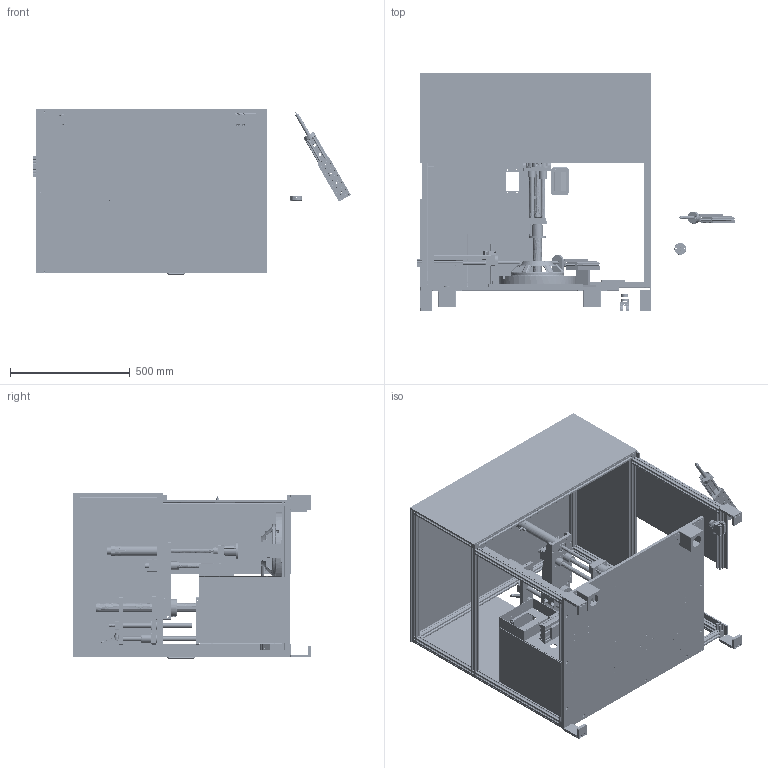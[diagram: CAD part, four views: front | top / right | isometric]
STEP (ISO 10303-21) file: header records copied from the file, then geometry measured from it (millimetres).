
FILE_DESCRIPTION(('FreeCAD Model'),'2;1');
FILE_NAME('Open CASCADE Shape Model','2025-05-04T20:23:33',('FreeCAD'),( 'FreeCAD'),'Open CASCADE STEP processor 7.6','FreeCAD','Unknown');
FILE_SCHEMA(('AUTOMOTIVE_DESIGN { 1 0 10303 214 1 1 1 1 }'));
Products named in the file (1): Open CASCADE STEP translator 7.6 1
Bounding box: 1324.27 x 995.24 x 691.91 mm (x, y, z)
Volume: 33814402.4 mm3; surface area: 10950014.1 mm2
Topology: 119 solids, 119 shells, 7996 faces, 26835 edges, 20178 vertices
Faces by surface type: bspline 7996
Entity records: 384262 total; most frequent: CARTESIAN_POINT 228168, ORIENTED_EDGE 53474, EDGE_CURVE 26737, B_SPLINE_CURVE_WITH_KNOTS 21748, VERTEX_POINT 20114, FACE_BOUND 10005, EDGE_LOOP 10005, ADVANCED_FACE 7996
